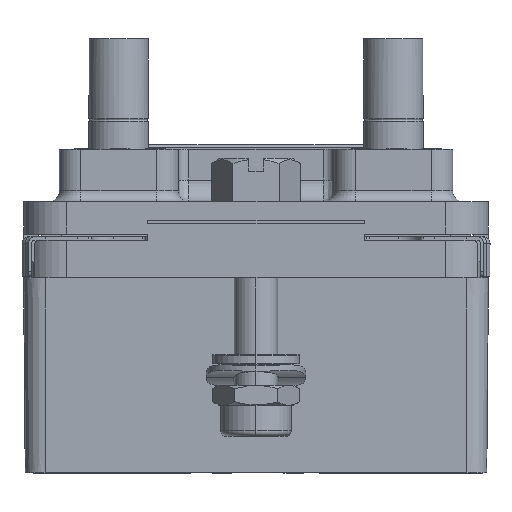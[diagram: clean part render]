
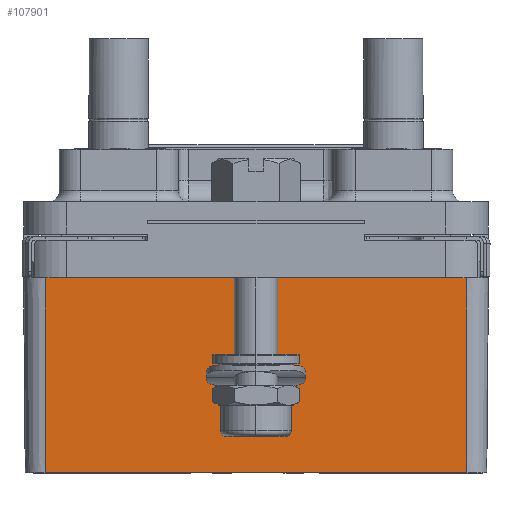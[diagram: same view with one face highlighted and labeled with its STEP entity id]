
A CAD part, left-side view. The second image highlights one B-rep face of the part: STEP entity #107901.
In plain terms, the highlighted planar face has unit normal (-1, 0, -0.009).
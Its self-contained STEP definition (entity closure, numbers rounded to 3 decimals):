
#3198=DIRECTION('',(0.,1.,0.));
#3199=VECTOR('',#3198,39.);
#3200=CARTESIAN_POINT('',(-19.5,-19.5,-4.05));
#3201=LINE('',#3200,#3199);
#13076=DIRECTION('',(0.,1.,0.));
#13077=VECTOR('',#13076,39.);
#13078=CARTESIAN_POINT('',(-19.343,-19.5,-22.05));
#13079=LINE('',#13078,#13077);
#15903=DIRECTION('',(0.009,0.,-1.));
#15904=VECTOR('',#15903,18.001);
#15905=CARTESIAN_POINT('',(-19.5,19.5,-4.05));
#15906=LINE('',#15905,#15904);
#15907=DIRECTION('',(0.009,0.,-1.));
#15908=VECTOR('',#15907,18.001);
#15909=CARTESIAN_POINT('',(-19.5,-19.5,-4.05));
#15910=LINE('',#15909,#15908);
#77690=CARTESIAN_POINT('',(-19.343,-19.5,-22.05));
#77691=CARTESIAN_POINT('',(-19.343,19.5,-22.05));
#77692=VERTEX_POINT('',#77690);
#77693=VERTEX_POINT('',#77691);
#77702=CARTESIAN_POINT('',(-19.5,-19.5,-4.05));
#77703=CARTESIAN_POINT('',(-19.5,19.5,-4.05));
#77704=VERTEX_POINT('',#77702);
#77705=VERTEX_POINT('',#77703);
#107889=CARTESIAN_POINT('',(-19.5,-19.5,-4.05));
#107890=DIRECTION('',(-1.,0.,-0.009));
#107891=DIRECTION('',(0.,1.,0.));
#107892=AXIS2_PLACEMENT_3D('',#107889,#107890,#107891);
#107893=PLANE('',#107892);
#107894=ORIENTED_EDGE('',*,*,#91678,.F.);
#107896=ORIENTED_EDGE('',*,*,#107895,.T.);
#107897=ORIENTED_EDGE('',*,*,#105148,.T.);
#107898=ORIENTED_EDGE('',*,*,#107883,.F.);
#107899=EDGE_LOOP('',(#107894,#107896,#107897,#107898));
#107900=FACE_OUTER_BOUND('',#107899,.F.);
#107901=ADVANCED_FACE('',(#107900),#107893,.T.);
#91678=EDGE_CURVE('',#77704,#77705,#3201,.T.);
#105148=EDGE_CURVE('',#77692,#77693,#13079,.T.);
#107883=EDGE_CURVE('',#77705,#77693,#15906,.T.);
#107895=EDGE_CURVE('',#77704,#77692,#15910,.T.);
